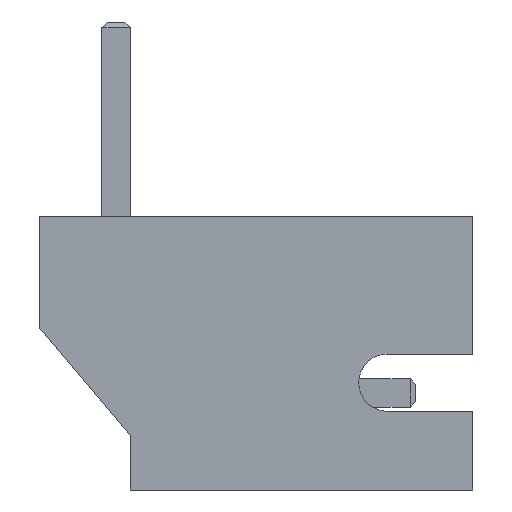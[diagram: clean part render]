
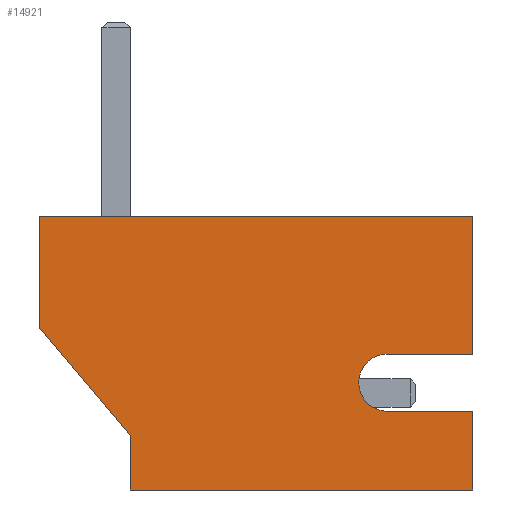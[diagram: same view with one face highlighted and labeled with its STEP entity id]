
A CAD part, left-side view. The second image highlights one B-rep face of the part: STEP entity #14921.
In plain terms, the highlighted planar face has unit normal (-1, 0, 0).
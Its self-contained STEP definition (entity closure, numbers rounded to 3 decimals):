
#3 = DIRECTION ( 'NONE',  ( 0., 1., 0. ) ) ;
#65 = CARTESIAN_POINT ( 'NONE',  ( -1.95, 4.8, -6.25 ) ) ;
#455 = CARTESIAN_POINT ( 'NONE',  ( -1.95, 2.42, -6.25 ) ) ;
#497 = DIRECTION ( 'NONE',  ( 0., 1., 0. ) ) ;
#546 = EDGE_CURVE ( 'NONE', #902, #18040, #17927, .T. ) ;
#902 = VERTEX_POINT ( 'NONE', #12569 ) ;
#1028 = LINE ( 'NONE', #2390, #14457 ) ;
#1626 = DIRECTION ( 'NONE',  ( 0., -1., 0. ) ) ;
#1673 = EDGE_CURVE ( 'NONE', #5149, #17323, #10616, .T. ) ;
#1873 = DIRECTION ( 'NONE',  ( 0., 0., 1. ) ) ;
#2093 = ORIENTED_EDGE ( 'NONE', *, *, #15564, .T. ) ;
#2252 = EDGE_CURVE ( 'NONE', #18040, #11299, #7696, .T. ) ;
#2390 = CARTESIAN_POINT ( 'NONE',  ( -1.95, 3.85, -0.25 ) ) ;
#2414 = LINE ( 'NONE', #6602, #16028 ) ;
#4053 = DIRECTION ( 'NONE',  ( 0., 1., 0. ) ) ;
#4162 = AXIS2_PLACEMENT_3D ( 'NONE', #6104, #7683, #17334 ) ;
#4166 = ORIENTED_EDGE ( 'NONE', *, *, #546, .F. ) ;
#4444 = LINE ( 'NONE', #5805, #14110 ) ;
#4949 = CARTESIAN_POINT ( 'NONE',  ( -1.95, 0., -6.25 ) ) ;
#5149 = VERTEX_POINT ( 'NONE', #15120 ) ;
#5226 = DIRECTION ( 'NONE',  ( 0., 0.765, -0.644 ) ) ;
#5289 = FACE_OUTER_BOUND ( 'NONE', #15999, .T. ) ;
#5479 = DIRECTION ( 'NONE',  ( 0., 1., 0. ) ) ;
#5507 = CARTESIAN_POINT ( 'NONE',  ( -1.95, 3.42, -4.75 ) ) ;
#5805 = CARTESIAN_POINT ( 'NONE',  ( -1.95, 4.8, -6.25 ) ) ;
#5818 = EDGE_CURVE ( 'NONE', #14666, #6349, #4444, .T. ) ;
#6015 = ORIENTED_EDGE ( 'NONE', *, *, #17527, .T. ) ;
#6104 = CARTESIAN_POINT ( 'NONE',  ( -1.95, 2.92, -4.75 ) ) ;
#6330 = AXIS2_PLACEMENT_3D ( 'NONE', #65, #11450, #1626 ) ;
#6349 = VERTEX_POINT ( 'NONE', #455 ) ;
#6443 = ORIENTED_EDGE ( 'NONE', *, *, #8293, .F. ) ;
#6602 = CARTESIAN_POINT ( 'NONE',  ( -1.95, 4.8, -0.25 ) ) ;
#6827 = CARTESIAN_POINT ( 'NONE',  ( -1.95, 4.8, -0.25 ) ) ;
#6931 = CARTESIAN_POINT ( 'NONE',  ( -1.95, 0., 1.35 ) ) ;
#7115 = ORIENTED_EDGE ( 'NONE', *, *, #11019, .T. ) ;
#7683 = DIRECTION ( 'NONE',  ( -1., 0., 0. ) ) ;
#7696 = LINE ( 'NONE', #16053, #13325 ) ;
#7940 = CARTESIAN_POINT ( 'NONE',  ( -1.95, 1.95, 1.35 ) ) ;
#8097 = CARTESIAN_POINT ( 'NONE',  ( -1.95, 0., -6.25 ) ) ;
#8223 = VERTEX_POINT ( 'NONE', #16799 ) ;
#8293 = EDGE_CURVE ( 'NONE', #11299, #5149, #12496, .T. ) ;
#8830 = LINE ( 'NONE', #6931, #11919 ) ;
#9212 = LINE ( 'NONE', #8097, #16014 ) ;
#9338 = ORIENTED_EDGE ( 'NONE', *, *, #15588, .F. ) ;
#9408 = ORIENTED_EDGE ( 'NONE', *, *, #5818, .F. ) ;
#9641 = CARTESIAN_POINT ( 'NONE',  ( -1.95, 4.8, -6.25 ) ) ;
#10616 = LINE ( 'NONE', #10806, #12111 ) ;
#10786 = DIRECTION ( 'NONE',  ( 0., 0., 1. ) ) ;
#10806 = CARTESIAN_POINT ( 'NONE',  ( -1.95, 4.8, -6.25 ) ) ;
#10903 = PLANE ( 'NONE',  #6330 ) ;
#11019 = EDGE_CURVE ( 'NONE', #8223, #17323, #2414, .T. ) ;
#11185 = LINE ( 'NONE', #14458, #14556 ) ;
#11299 = VERTEX_POINT ( 'NONE', #17533 ) ;
#11323 = EDGE_CURVE ( 'NONE', #14877, #8223, #1028, .T. ) ;
#11450 = DIRECTION ( 'NONE',  ( 1., 0., 0. ) ) ;
#11894 = ORIENTED_EDGE ( 'NONE', *, *, #1673, .F. ) ;
#11919 = VECTOR ( 'NONE', #5479, 1000. ) ;
#12111 = VECTOR ( 'NONE', #14934, 1000. ) ;
#12496 = LINE ( 'NONE', #9641, #15321 ) ;
#12569 = CARTESIAN_POINT ( 'NONE',  ( -1.95, 2.42, -4.75 ) ) ;
#13325 = VECTOR ( 'NONE', #17439, 1000. ) ;
#14011 = VERTEX_POINT ( 'NONE', #14671 ) ;
#14110 = VECTOR ( 'NONE', #497, 1000. ) ;
#14457 = VECTOR ( 'NONE', #5226, 1000. ) ;
#14458 = CARTESIAN_POINT ( 'NONE',  ( -1.95, 2.42, -6.25 ) ) ;
#14556 = VECTOR ( 'NONE', #1873, 1000. ) ;
#14666 = VERTEX_POINT ( 'NONE', #4949 ) ;
#14671 = CARTESIAN_POINT ( 'NONE',  ( -1.95, 0., 1.35 ) ) ;
#14877 = VERTEX_POINT ( 'NONE', #7940 ) ;
#14921 = ADVANCED_FACE ( 'NONE', ( #5289 ), #10903, .F. ) ;
#14934 = DIRECTION ( 'NONE',  ( 0., 0., 1. ) ) ;
#15120 = CARTESIAN_POINT ( 'NONE',  ( -1.95, 4.8, -6.25 ) ) ;
#15321 = VECTOR ( 'NONE', #3, 1000. ) ;
#15564 = EDGE_CURVE ( 'NONE', #14011, #14877, #8830, .T. ) ;
#15588 = EDGE_CURVE ( 'NONE', #6349, #902, #11185, .T. ) ;
#15999 = EDGE_LOOP ( 'NONE', ( #6443, #16977, #4166, #9338, #9408, #6015, #2093, #17360, #7115, #11894 ) ) ;
#16014 = VECTOR ( 'NONE', #10786, 1000. ) ;
#16028 = VECTOR ( 'NONE', #4053, 1000. ) ;
#16053 = CARTESIAN_POINT ( 'NONE',  ( -1.95, 3.42, -6.25 ) ) ;
#16799 = CARTESIAN_POINT ( 'NONE',  ( -1.95, 3.85, -0.25 ) ) ;
#16977 = ORIENTED_EDGE ( 'NONE', *, *, #2252, .F. ) ;
#17323 = VERTEX_POINT ( 'NONE', #6827 ) ;
#17334 = DIRECTION ( 'NONE',  ( 0., 1., 0. ) ) ;
#17360 = ORIENTED_EDGE ( 'NONE', *, *, #11323, .T. ) ;
#17439 = DIRECTION ( 'NONE',  ( 0., 0., -1. ) ) ;
#17527 = EDGE_CURVE ( 'NONE', #14666, #14011, #9212, .T. ) ;
#17533 = CARTESIAN_POINT ( 'NONE',  ( -1.95, 3.42, -6.25 ) ) ;
#17927 = CIRCLE ( 'NONE', #4162, 0.5 ) ;
#18040 = VERTEX_POINT ( 'NONE', #5507 ) ;
